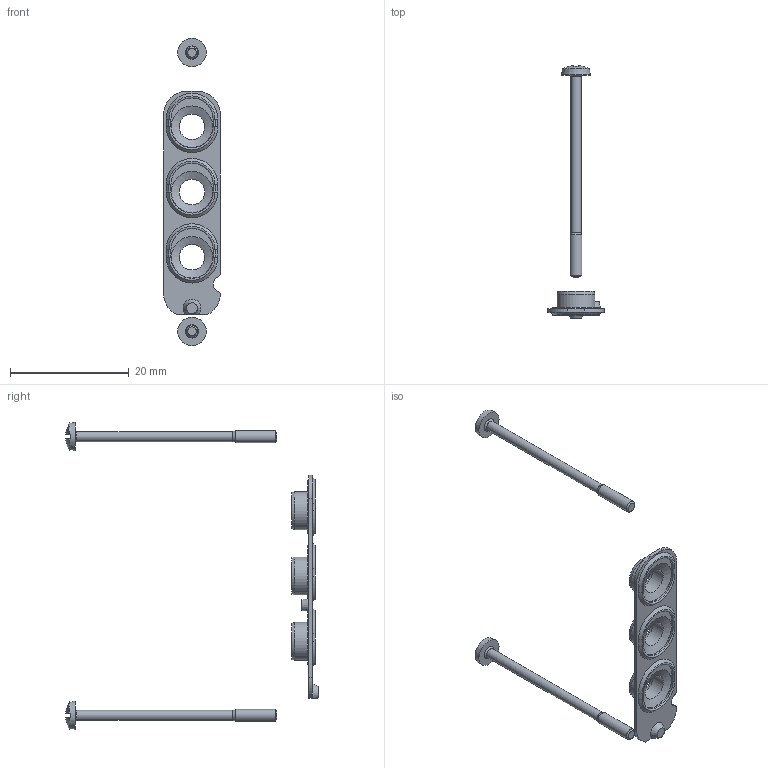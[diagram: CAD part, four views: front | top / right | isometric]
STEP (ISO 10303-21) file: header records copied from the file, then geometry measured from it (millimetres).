
FILE_DESCRIPTION(/* description */ ('STEP AP214'),/* implementation_level */ '2;1');
FILE_NAME(/* name */ '8043719_VABD-L1-10XK-S-M7-S',/* time_stamp */ '2024-09-15T17:23:43+02:00',/* author */ ('License CC BY-ND 4.0'),/* organization */ ('CADENAS'),/* preprocessor_version */ 'ST-DEVELOPER v19.3',/* originating_system */ 'PARTsolutions',/* authorisation */ ' ');
FILE_SCHEMA (('AUTOMOTIVE_DESIGN {1 0 10303 214 3 1 1}'));
Length unit declared in the file: millimetre
Products named in the file (3): 8043719 VABD-L1-10XK-S-M7-S; 3668878 VABD-L1-10XK-S-M7-S---(DR); 8157009 M2X34-10.9
Assembly tree (3 placements, depth 2):
  8043719 VABD-L1-10XK-S-M7-S
    3668878 VABD-L1-10XK-S-M7-S---(DR)
    8157009 M2X34-10.9  x2
Bounding box: 9.6 x 42.56 x 51.8 mm (x, y, z)
Volume: 553 mm3; surface area: 1505.2 mm2
Topology: 3 solids, 3 shells, 139 faces, 309 edges, 188 vertices
Faces by surface type: plane 63, cylinder 35, cone 25, torus 12, sphere 4
Full cylindrical faces by diameter (mm): 1.69 x2, 2 x2, 4.3 x3, 6.4 x3
Entity records: 3108 total; most frequent: DIRECTION 578, CARTESIAN_POINT 516, ORIENTED_EDGE 454, AXIS2_PLACEMENT_3D 238, EDGE_CURVE 227, EDGE_LOOP 154, FACE_BOUND 154, VERTEX_POINT 151
